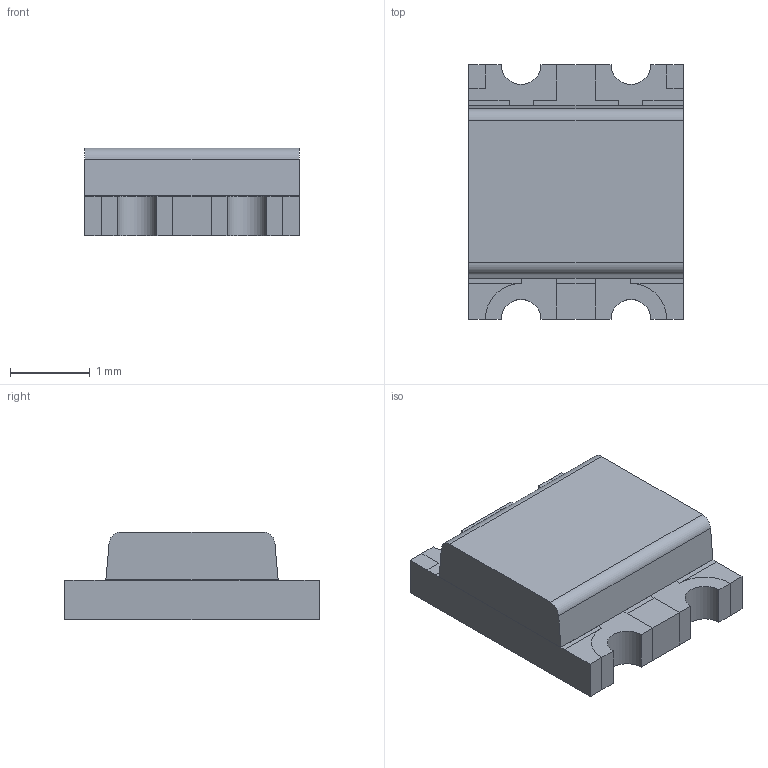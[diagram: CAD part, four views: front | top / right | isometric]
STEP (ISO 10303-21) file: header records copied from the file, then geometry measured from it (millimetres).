
FILE_DESCRIPTION(/* description */ ('STEP AP242','CAx-IF Rec.Pracs.---Representation and Presentation of Product Manufacturing Information (PMI)---4.0---2014-10-13','CAx-IF Rec.Pracs.---3D Tessellated Geometry---0.4---2014-09-14','2;1'),/* implementation_level */ '2;1');
FILE_NAME(/* name */ '66e25a1785042d048060a19f',/* time_stamp */ '2024-09-12T03:03:52Z',/* author */ (''),/* organization */ (''),/* preprocessor_version */ 'ST-DEVELOPER v20',/* originating_system */ ' ',/* authorisation */ ' ');
FILE_SCHEMA (('AP242_MANAGED_MODEL_BASED_3D_ENGINEERING_MIM_LF { 1 0 10303 442 1 1 4 }'));
Length unit declared in the file: metre
Products named in the file (2): Part 2; Part 1
Bounding box: 2.7 x 3.2 x 1.1 mm (x, y, z)
Volume: 7.5 mm3; surface area: 39.9 mm2
Topology: 2 solids, 2 shells, 50 faces, 149 edges, 107 vertices
Faces by surface type: plane 44, cylinder 6
Entity records: 1936 total; most frequent: CARTESIAN_POINT 308, ORIENTED_EDGE 298, DIRECTION 269, EDGE_CURVE 149, LINE 133, VECTOR 133, VERTEX_POINT 107, AXIS2_PLACEMENT_3D 68
